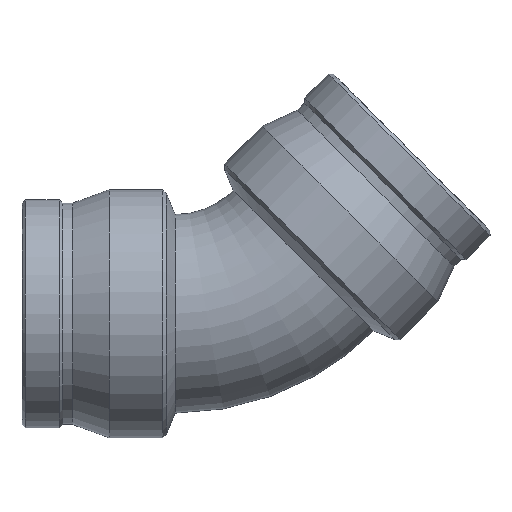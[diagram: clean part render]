
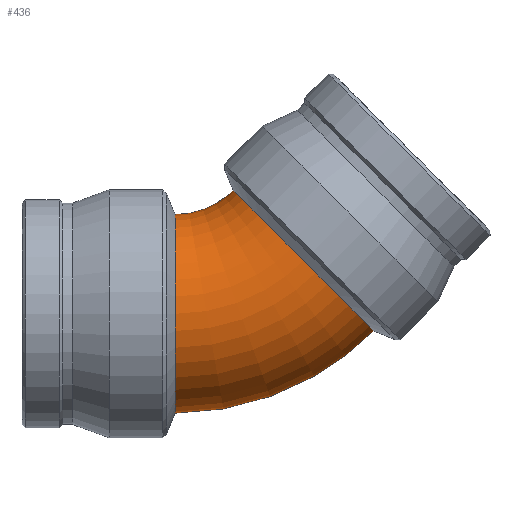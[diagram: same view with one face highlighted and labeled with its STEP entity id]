
A CAD part, front view. The second image highlights one B-rep face of the part: STEP entity #436.
In plain terms, the highlighted toroidal (fillet/blend) face has major radius 104.659 mm and minor radius 57.2 mm.
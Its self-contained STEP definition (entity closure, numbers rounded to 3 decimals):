
#58=FACE_BOUND('',#144,.T.);
#100=FACE_OUTER_BOUND('',#143,.T.);
#143=EDGE_LOOP('',(#351));
#144=EDGE_LOOP('',(#352));
#227=CIRCLE('',#483,57.2);
#228=CIRCLE('',#484,57.2);
#267=VERTEX_POINT('',#734);
#268=VERTEX_POINT('',#736);
#309=EDGE_CURVE('',#267,#267,#227,.T.);
#310=EDGE_CURVE('',#268,#268,#228,.T.);
#351=ORIENTED_EDGE('',*,*,#309,.F.);
#352=ORIENTED_EDGE('',*,*,#310,.F.);
#434=TOROIDAL_SURFACE('',#482,104.659,57.2);
#436=ADVANCED_FACE('',(#100,#58),#434,.T.);
#482=AXIS2_PLACEMENT_3D('',#733,#569,#570);
#483=AXIS2_PLACEMENT_3D('',#735,#571,#572);
#484=AXIS2_PLACEMENT_3D('',#737,#573,#574);
#569=DIRECTION('center_axis',(0.,-1.,0.));
#570=DIRECTION('ref_axis',(0.,0.,-1.));
#571=DIRECTION('center_axis',(0.707,0.,0.707));
#572=DIRECTION('ref_axis',(0.,-1.,0.));
#573=DIRECTION('center_axis',(-1.,0.,0.));
#574=DIRECTION('ref_axis',(0.,-1.,0.));
#733=CARTESIAN_POINT('Origin',(-43.351,0.,104.659));
#734=CARTESIAN_POINT('',(-9.793,0.,71.1));
#735=CARTESIAN_POINT('Origin',(30.654,0.,30.654));
#736=CARTESIAN_POINT('',(-43.351,0.,-57.2));
#737=CARTESIAN_POINT('Origin',(-43.351,0.,0.));
